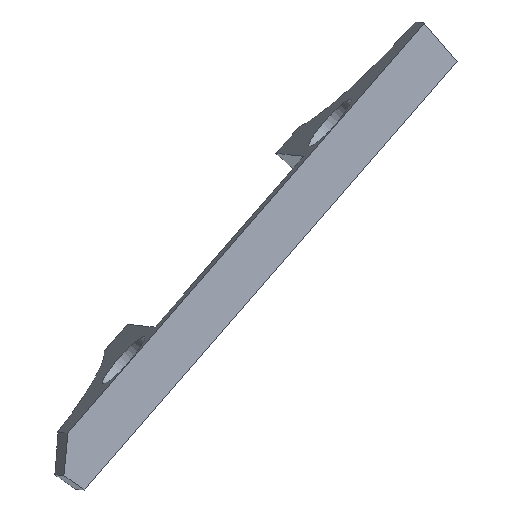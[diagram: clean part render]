
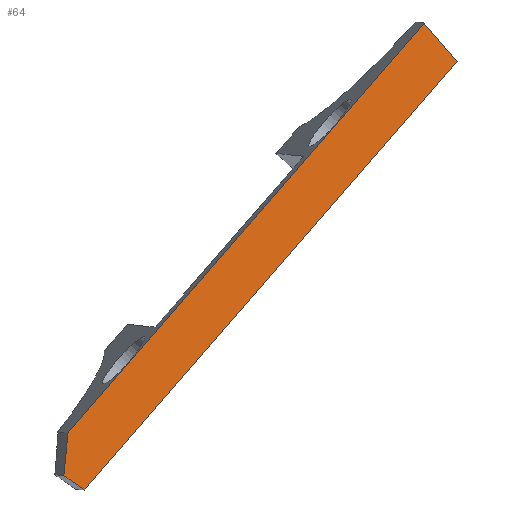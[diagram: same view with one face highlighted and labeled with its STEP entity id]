
A CAD part, front view. The second image highlights one B-rep face of the part: STEP entity #64.
In plain terms, the highlighted planar face has unit normal (0.195, -0.981, -0.02).
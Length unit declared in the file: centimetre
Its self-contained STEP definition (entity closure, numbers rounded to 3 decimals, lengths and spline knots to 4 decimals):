
#64=ADVANCED_FACE('0:44',(#132),#133,.T.);
#132=FACE_OUTER_BOUND('',#203,.T.);
#133=PLANE('',#204);
#203=EDGE_LOOP('',(#329,#330,#331,#332,#333));
#204=AXIS2_PLACEMENT_3D('',#334,#335,#336);
#329=ORIENTED_EDGE('',*,*,#438,.T.);
#330=ORIENTED_EDGE('',*,*,#460,.F.);
#331=ORIENTED_EDGE('',*,*,#467,.T.);
#332=ORIENTED_EDGE('',*,*,#469,.F.);
#333=ORIENTED_EDGE('',*,*,#434,.F.);
#334=CARTESIAN_POINT('',(36.85,6.6016,48.1286));
#335=DIRECTION('',(0.195,-0.981,-0.02));
#336=DIRECTION('',(0.,0.02,-1.));
#434=EDGE_CURVE('0:74',#518,#521,#522,.T.);
#438=EDGE_CURVE('0:83',#518,#527,#528,.T.);
#460=EDGE_CURVE('0:140',#561,#527,#563,.T.);
#467=EDGE_CURVE('0:155',#561,#571,#573,.T.);
#469=EDGE_CURVE('0:158',#521,#571,#575,.T.);
#518=VERTEX_POINT('',#631);
#521=VERTEX_POINT('',#635);
#522=LINE('',#636,#637);
#527=VERTEX_POINT('',#644);
#528=LINE('',#645,#646);
#561=VERTEX_POINT('',#691);
#563=LINE('',#694,#695);
#571=VERTEX_POINT('',#704);
#573=LINE('',#707,#708);
#575=LINE('',#710,#711);
#631=CARTESIAN_POINT('',(38.18,6.8285,49.9643));
#635=CARTESIAN_POINT('',(38.4408,6.8863,49.6625));
#636=CARTESIAN_POINT('',(63.4148,12.4229,20.7527));
#637=VECTOR('',#763,0.001);
#644=CARTESIAN_POINT('',(35.3678,6.3358,46.7279));
#645=CARTESIAN_POINT('',(-4.0922,-0.5771,1.3158));
#646=VECTOR('',#766,0.001);
#691=CARTESIAN_POINT('',(35.3339,6.3359,46.3902));
#694=CARTESIAN_POINT('',(30.5361,6.3481,-1.4574));
#695=VECTOR('',#795,0.001);
#704=CARTESIAN_POINT('',(35.498,6.3707,46.2758));
#707=CARTESIAN_POINT('',(66.9649,13.0549,24.3383));
#708=VECTOR('',#804,0.001);
#710=CARTESIAN_POINT('',(-3.6831,-0.4933,1.1846));
#711=VECTOR('',#805,0.001);
#763=DIRECTION('',(0.647,0.143,-0.749));
#766=DIRECTION('',(-0.652,-0.114,-0.75));
#795=DIRECTION('',(0.1,0.,0.995));
#804=DIRECTION('',(0.808,0.172,-0.563));
#805=DIRECTION('',(-0.652,-0.114,-0.75));
